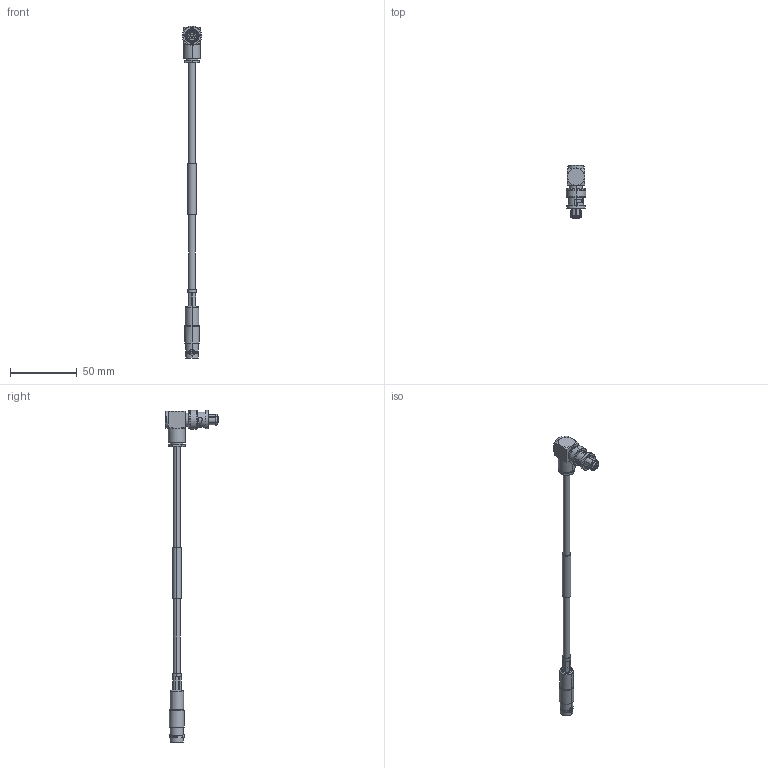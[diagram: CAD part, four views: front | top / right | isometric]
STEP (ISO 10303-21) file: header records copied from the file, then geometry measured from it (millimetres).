
FILE_DESCRIPTION (( 'STEP AP214' ), '1' );
FILE_NAME ('FMCA3143_3D.step', '2023-02-24T22:24:47', ( '' ), ( '' ), 'SwSTEP 2.0', 'SolidWorks 2022', '' );
FILE_SCHEMA (( 'AUTOMOTIVE_DESIGN' ));
Length unit declared in the file: inch
Products named in the file (14): FMCN45849; RG58CU^FMCA3143_RG58; Copy of PE45849-C_CLAMP^FMCN45849; Copy of PE45849-B_WASHER^FMCN45849; Copy of PE45848-2_CAP^FMCN45849; Copy of PE45852-3_FERRULE^FMCN45852; Copy of PE45849-E_WASHER^FMCN45849; FMCN45852; Copy of PE45852-1_CONN^FMCN45852; Copy of PE45849-A_CONN^FMCN45849; Copy of PE45849-F_NUT^FMCN45849; Copy of PE45852-2_CONTACT^FMCN45852; FMCA3143_3D; Copy of PE45849-D_GASKET^FMCN45849
Assembly tree (13 placements, depth 3):
  FMCA3143_3D
    RG58CU^FMCA3143_RG58
    FMCN45849
      Copy of PE45849-A_CONN^FMCN45849
      Copy of PE45849-B_WASHER^FMCN45849
      Copy of PE45849-C_CLAMP^FMCN45849
      Copy of PE45849-D_GASKET^FMCN45849
      Copy of PE45849-E_WASHER^FMCN45849
      Copy of PE45849-F_NUT^FMCN45849
      Copy of PE45848-2_CAP^FMCN45849
    FMCN45852
      Copy of PE45852-1_CONN^FMCN45852
      Copy of PE45852-2_CONTACT^FMCN45852
      Copy of PE45852-3_FERRULE^FMCN45852
Bounding box: 14.5 x 40.11 x 248 mm (x, y, z)
Volume: 11786.8 mm3; surface area: 12420 mm2
Topology: 11 solids, 11 shells, 350 faces, 810 edges, 510 vertices
Faces by surface type: cylinder 134, plane 125, cone 59, torus 18, sphere 14
Entity records: 11903 total; most frequent: CARTESIAN_POINT 3034, DIRECTION 1846, ORIENTED_EDGE 1622, EDGE_CURVE 811, AXIS2_PLACEMENT_3D 766, VERTEX_POINT 511, EDGE_LOOP 402, CIRCLE 398
